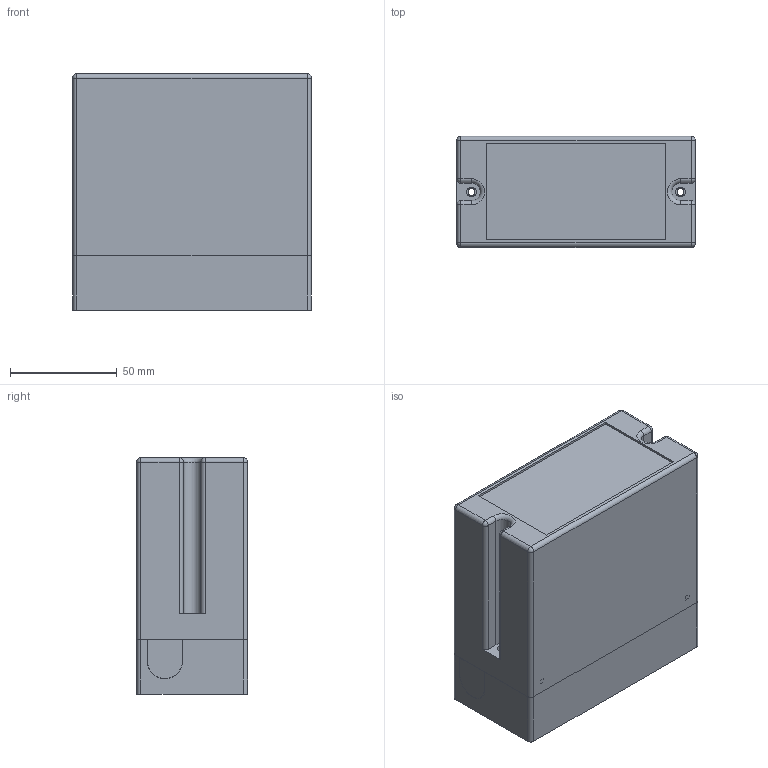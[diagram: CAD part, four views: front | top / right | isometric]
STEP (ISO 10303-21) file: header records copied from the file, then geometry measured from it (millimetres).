
FILE_DESCRIPTION((''),'2;1');
FILE_NAME('MBZA12-komplett.stp','2006-01-08T19:52:19',('PC'),(''),'Autodesk Inventor 10','Autodesk Inventor 10','');
FILE_SCHEMA(('AUTOMOTIVE_DESIGN { 1 0 10303 214 1 1 1 1 }'));
Length unit declared in the file: millimetre
Products named in the file (9): MBZA12-komplett; MBZA12-Haube; MBZA12-Schutzplatte; MBZA12; Unterteil MBZA12; Kabelklemme; Feder; Stopfen; DIN 84  - ersetzt durch DIN EN ISO 1207 M3.5 x 8
Assembly tree (45 placements, depth 3):
  MBZA12-komplett
    MBZA12-Haube
    MBZA12-Schutzplatte
    MBZA12
      Unterteil MBZA12
      Kabelklemme  x12
      Feder  x12
      Stopfen  x5
      DIN 84  - ersetzt durch DIN EN ISO 1207 M3.5 x 8  x12
Bounding box: 112.2 x 52.1 x 110.8 mm (x, y, z)
Volume: 152207.8 mm3; surface area: 135040.9 mm2
Topology: 44 solids, 44 shells, 1382 faces, 3645 edges, 2390 vertices
Faces by surface type: plane 964, cylinder 316, cone 36, bspline 32, torus 26, sphere 8
Full cylindrical faces by diameter (mm): 2 x2, 3.175 x12, 3.5 x12, 3.8 x4, 7.3 x2, 7.5 x2, 8.5 x2, 9 x2, 11 x5, 12 x2, 15 x2
Entity records: 20443 total; most frequent: CARTESIAN_POINT 4006, ORIENTED_EDGE 3304, DIRECTION 3288, EDGE_CURVE 1652, VECTOR 1336, LINE 1336, VERTEX_POINT 1106, AXIS2_PLACEMENT_3D 976
